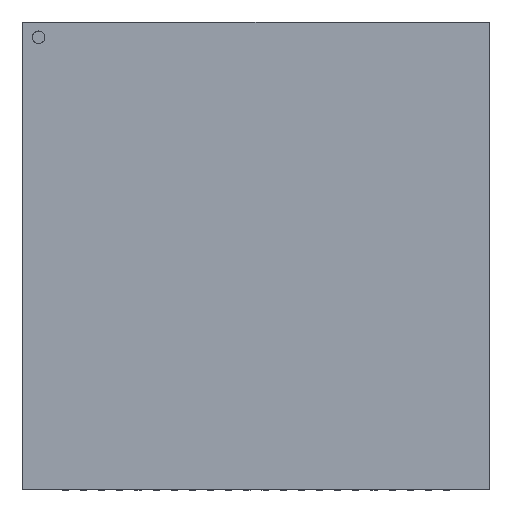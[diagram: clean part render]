
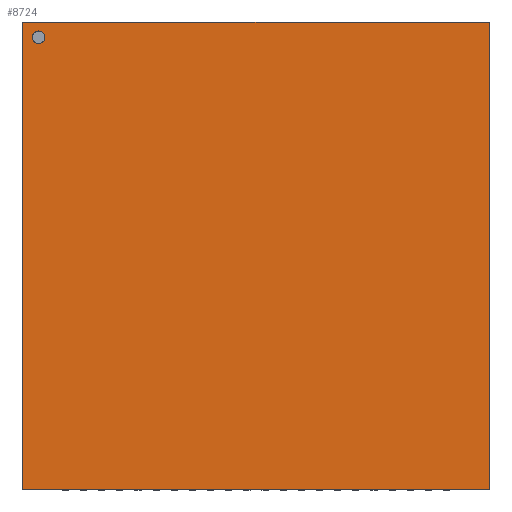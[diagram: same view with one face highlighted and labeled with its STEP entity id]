
A CAD part, top view. The second image highlights one B-rep face of the part: STEP entity #8724.
In plain terms, the highlighted planar face has unit normal (0, 0, 1).
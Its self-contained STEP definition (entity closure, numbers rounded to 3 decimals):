
#924 = VERTEX_POINT('',#925);
#925 = CARTESIAN_POINT('',(-4.069,4.215,0.85
    ));
#930 = EDGE_CURVE('',#924,#931,#933,.T.);
#931 = VERTEX_POINT('',#932);
#932 = CARTESIAN_POINT('',(-4.309,4.215,0.85
    ));
#933 = ( BOUNDED_CURVE() B_SPLINE_CURVE(2,(#934,#935,#936,#937,#938),
.UNSPECIFIED.,.F.,.F.) B_SPLINE_CURVE_WITH_KNOTS((3,2,3),(0.,
0.189,0.377),.UNSPECIFIED.) CURVE() 
GEOMETRIC_REPRESENTATION_ITEM() RATIONAL_B_SPLINE_CURVE((1.,
0.707,1.,0.707,1.)) REPRESENTATION_ITEM('') );
#934 = CARTESIAN_POINT('',(-4.069,4.215,0.85
    ));
#935 = CARTESIAN_POINT('',(-4.069,4.095,0.85
    ));
#936 = CARTESIAN_POINT('',(-4.189,4.095,0.85
    ));
#937 = CARTESIAN_POINT('',(-4.309,4.095,0.85
    ));
#938 = CARTESIAN_POINT('',(-4.309,4.215,0.85
    ));
#1365 = VERTEX_POINT('',#1366);
#1366 = CARTESIAN_POINT('',(-4.499,-4.499,
    0.85));
#1371 = EDGE_CURVE('',#1372,#1365,#1374,.T.);
#1372 = VERTEX_POINT('',#1373);
#1373 = CARTESIAN_POINT('',(-4.499,4.499,
    0.85));
#1374 = B_SPLINE_CURVE_WITH_KNOTS('',1,(#1375,#1376),.UNSPECIFIED.,.F.,
  .F.,(2,2),(-8.999,0.),.PIECEWISE_BEZIER_KNOTS.);
#1375 = CARTESIAN_POINT('',(-4.499,4.499,
    0.85));
#1376 = CARTESIAN_POINT('',(-4.499,-4.499,
    0.85));
#2075 = EDGE_CURVE('',#2076,#1372,#2078,.T.);
#2076 = VERTEX_POINT('',#2077);
#2077 = CARTESIAN_POINT('',(4.499,4.499,0.85
    ));
#2078 = B_SPLINE_CURVE_WITH_KNOTS('',1,(#2079,#2080),.UNSPECIFIED.,.F.,
  .F.,(2,2),(-8.999,0.),.PIECEWISE_BEZIER_KNOTS.);
#2079 = CARTESIAN_POINT('',(4.499,4.499,0.85
    ));
#2080 = CARTESIAN_POINT('',(-4.499,4.499,
    0.85));
#2779 = EDGE_CURVE('',#2780,#2076,#2782,.T.);
#2780 = VERTEX_POINT('',#2781);
#2781 = CARTESIAN_POINT('',(4.499,-4.499,
    0.85));
#2782 = B_SPLINE_CURVE_WITH_KNOTS('',1,(#2783,#2784),.UNSPECIFIED.,.F.,
  .F.,(2,2),(-8.999,0.),.PIECEWISE_BEZIER_KNOTS.);
#2783 = CARTESIAN_POINT('',(4.499,-4.499,
    0.85));
#2784 = CARTESIAN_POINT('',(4.499,4.499,0.85
    ));
#3483 = EDGE_CURVE('',#1365,#2780,#3484,.T.);
#3484 = B_SPLINE_CURVE_WITH_KNOTS('',1,(#3485,#3486),.UNSPECIFIED.,.F.,
  .F.,(2,2),(-8.999,0.),.PIECEWISE_BEZIER_KNOTS.);
#3485 = CARTESIAN_POINT('',(-4.499,-4.499,
    0.85));
#3486 = CARTESIAN_POINT('',(4.499,-4.499,
    0.85));
#8724 = ADVANCED_FACE('',(#8725,#8731),#8742,.T.);
#8725 = FACE_BOUND('',#8726,.T.);
#8726 = EDGE_LOOP('',(#8727,#8728,#8729,#8730));
#8727 = ORIENTED_EDGE('',*,*,#3483,.T.);
#8728 = ORIENTED_EDGE('',*,*,#2779,.T.);
#8729 = ORIENTED_EDGE('',*,*,#2075,.T.);
#8730 = ORIENTED_EDGE('',*,*,#1371,.T.);
#8731 = FACE_BOUND('',#8732,.T.);
#8732 = EDGE_LOOP('',(#8733,#8741));
#8733 = ORIENTED_EDGE('',*,*,#8734,.T.);
#8734 = EDGE_CURVE('',#931,#924,#8735,.T.);
#8735 = ( BOUNDED_CURVE() B_SPLINE_CURVE(2,(#8736,#8737,#8738,#8739,
#8740),.UNSPECIFIED.,.F.,.F.) B_SPLINE_CURVE_WITH_KNOTS((3,2,3),(0.,
0.189,0.377),.UNSPECIFIED.) CURVE() 
GEOMETRIC_REPRESENTATION_ITEM() RATIONAL_B_SPLINE_CURVE((1.,
0.707,1.,0.707,1.)) REPRESENTATION_ITEM('') );
#8736 = CARTESIAN_POINT('',(-4.309,4.215,
    0.85));
#8737 = CARTESIAN_POINT('',(-4.309,4.335,
    0.85));
#8738 = CARTESIAN_POINT('',(-4.189,4.335,
    0.85));
#8739 = CARTESIAN_POINT('',(-4.069,4.335,
    0.85));
#8740 = CARTESIAN_POINT('',(-4.069,4.215,
    0.85));
#8741 = ORIENTED_EDGE('',*,*,#930,.T.);
#8742 = PLANE('',#8743);
#8743 = AXIS2_PLACEMENT_3D('',#8744,#8745,#8746);
#8744 = CARTESIAN_POINT('',(-5.399,-5.399,
    0.85));
#8745 = DIRECTION('',(0.,0.,1.));
#8746 = DIRECTION('',(1.,0.,-0.));
